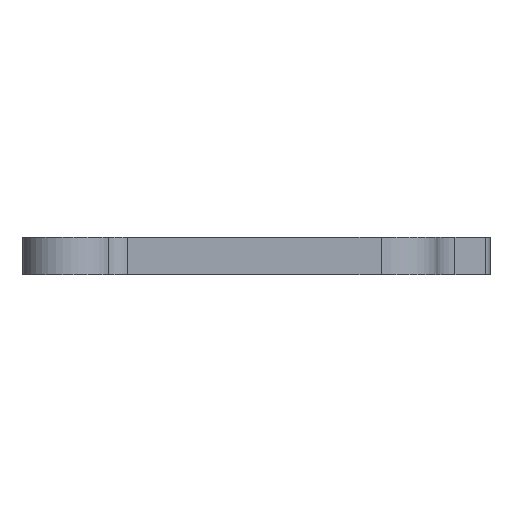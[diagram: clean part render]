
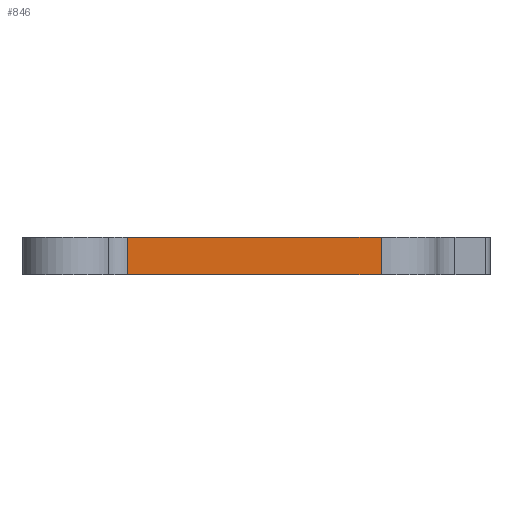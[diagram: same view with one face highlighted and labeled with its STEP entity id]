
A CAD part, left-side view. The second image highlights one B-rep face of the part: STEP entity #846.
In plain terms, the highlighted planar face has unit normal (-1, 0, 0).
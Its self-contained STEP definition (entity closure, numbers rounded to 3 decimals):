
#49=PLANE('',#930);
#85=FACE_OUTER_BOUND('',#134,.T.);
#134=EDGE_LOOP('',(#718,#719,#720,#721));
#165=LINE('',#1237,#251);
#226=LINE('',#1395,#312);
#227=LINE('',#1397,#313);
#228=LINE('',#1398,#314);
#251=VECTOR('',#988,10.);
#312=VECTOR('',#1143,10.);
#313=VECTOR('',#1144,10.);
#314=VECTOR('',#1145,10.);
#379=VERTEX_POINT('',#1234);
#380=VERTEX_POINT('',#1236);
#430=VERTEX_POINT('',#1394);
#431=VERTEX_POINT('',#1396);
#461=EDGE_CURVE('',#379,#380,#165,.T.);
#540=EDGE_CURVE('',#430,#379,#226,.T.);
#541=EDGE_CURVE('',#431,#430,#227,.T.);
#542=EDGE_CURVE('',#431,#380,#228,.T.);
#718=ORIENTED_EDGE('',*,*,#461,.F.);
#719=ORIENTED_EDGE('',*,*,#540,.F.);
#720=ORIENTED_EDGE('',*,*,#541,.F.);
#721=ORIENTED_EDGE('',*,*,#542,.T.);
#846=ADVANCED_FACE('',(#85),#49,.T.);
#930=AXIS2_PLACEMENT_3D('',#1393,#1141,#1142);
#988=DIRECTION('',(0.,1.,0.));
#1141=DIRECTION('center_axis',(-1.,0.,0.));
#1142=DIRECTION('ref_axis',(0.,1.,0.));
#1143=DIRECTION('',(0.,0.,-1.));
#1144=DIRECTION('',(0.,-1.,0.));
#1145=DIRECTION('',(0.,0.,-1.));
#1234=CARTESIAN_POINT('',(-25.883,-60.815,9.792));
#1236=CARTESIAN_POINT('',(-25.883,-44.462,9.792));
#1237=CARTESIAN_POINT('',(-25.883,-51.452,9.792));
#1393=CARTESIAN_POINT('Origin',(-25.883,-60.815,12.181));
#1394=CARTESIAN_POINT('',(-25.883,-60.815,12.181));
#1395=CARTESIAN_POINT('',(-25.883,-60.815,12.181));
#1396=CARTESIAN_POINT('',(-25.883,-44.462,12.181));
#1397=CARTESIAN_POINT('',(-25.883,-51.452,12.181));
#1398=CARTESIAN_POINT('',(-25.883,-44.462,12.181));
